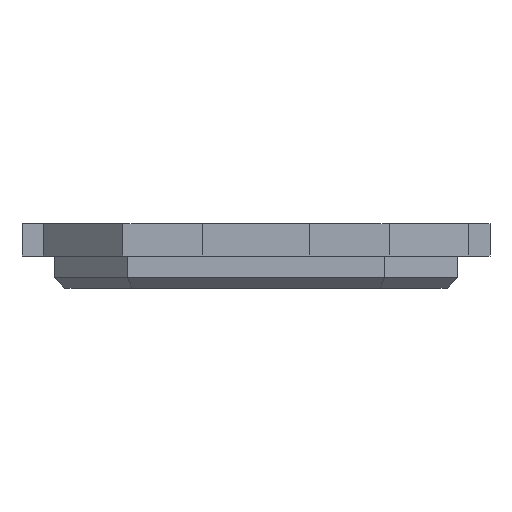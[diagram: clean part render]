
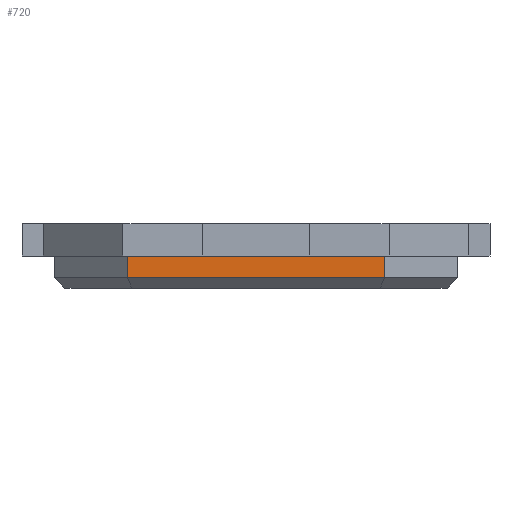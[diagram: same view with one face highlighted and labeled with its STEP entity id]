
A CAD part, front view. The second image highlights one B-rep face of the part: STEP entity #720.
In plain terms, the highlighted planar face has unit normal (0, -1, 0).
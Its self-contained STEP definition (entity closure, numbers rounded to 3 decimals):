
#99 = AXIS2_PLACEMENT_3D ( 'NONE', #541, #109, #987 ) ;
#108 = LINE ( 'NONE', #552, #1115 ) ;
#109 = DIRECTION ( 'NONE',  ( 0., -1., 0. ) ) ;
#141 = VECTOR ( 'NONE', #198, 1000. ) ;
#147 = LINE ( 'NONE', #590, #878 ) ;
#173 = CARTESIAN_POINT ( 'NONE',  ( -131.783, -144.73, -1.5 ) ) ;
#198 = DIRECTION ( 'NONE',  ( 0., 0., 1. ) ) ;
#223 = FACE_OUTER_BOUND ( 'NONE', #1091, .T. ) ;
#257 = CARTESIAN_POINT ( 'NONE',  ( -119.797, -144.73, 0. ) ) ;
#315 = CARTESIAN_POINT ( 'NONE',  ( -131.783, -144.73, -1. ) ) ;
#512 = EDGE_CURVE ( 'NONE', #1251, #914, #1267, .T. ) ;
#541 = CARTESIAN_POINT ( 'NONE',  ( -131.783, -144.73, -1.5 ) ) ;
#552 = CARTESIAN_POINT ( 'NONE',  ( -119.797, -144.73, -1. ) ) ;
#590 = CARTESIAN_POINT ( 'NONE',  ( -119.797, -144.73, -1.5 ) ) ;
#720 = ADVANCED_FACE ( 'NONE', ( #223 ), #884, .T. ) ;
#741 = ORIENTED_EDGE ( 'NONE', *, *, #1280, .T. ) ;
#768 = CARTESIAN_POINT ( 'NONE',  ( -131.783, -144.73, 0. ) ) ;
#816 = DIRECTION ( 'NONE',  ( 0., 0., 1. ) ) ;
#857 = ORIENTED_EDGE ( 'NONE', *, *, #512, .F. ) ;
#878 = VECTOR ( 'NONE', #816, 1000. ) ;
#884 = PLANE ( 'NONE',  #99 ) ;
#914 = VERTEX_POINT ( 'NONE', #257 ) ;
#987 = DIRECTION ( 'NONE',  ( 0., 0., -1. ) ) ;
#1005 = EDGE_CURVE ( 'NONE', #1183, #1251, #1425, .T. ) ;
#1031 = CARTESIAN_POINT ( 'NONE',  ( -131.783, -144.73, 0. ) ) ;
#1063 = ORIENTED_EDGE ( 'NONE', *, *, #1005, .F. ) ;
#1091 = EDGE_LOOP ( 'NONE', ( #1063, #741, #1316, #857 ) ) ;
#1115 = VECTOR ( 'NONE', #1231, 1000. ) ;
#1183 = VERTEX_POINT ( 'NONE', #315 ) ;
#1195 = CARTESIAN_POINT ( 'NONE',  ( -119.797, -144.73, -1. ) ) ;
#1231 = DIRECTION ( 'NONE',  ( 1., 0., 0. ) ) ;
#1251 = VERTEX_POINT ( 'NONE', #768 ) ;
#1267 = LINE ( 'NONE', #1031, #1381 ) ;
#1280 = EDGE_CURVE ( 'NONE', #1183, #1426, #108, .T. ) ;
#1285 = DIRECTION ( 'NONE',  ( 1., 0., 0. ) ) ;
#1316 = ORIENTED_EDGE ( 'NONE', *, *, #1405, .T. ) ;
#1381 = VECTOR ( 'NONE', #1285, 1000. ) ;
#1405 = EDGE_CURVE ( 'NONE', #1426, #914, #147, .T. ) ;
#1425 = LINE ( 'NONE', #173, #141 ) ;
#1426 = VERTEX_POINT ( 'NONE', #1195 ) ;
